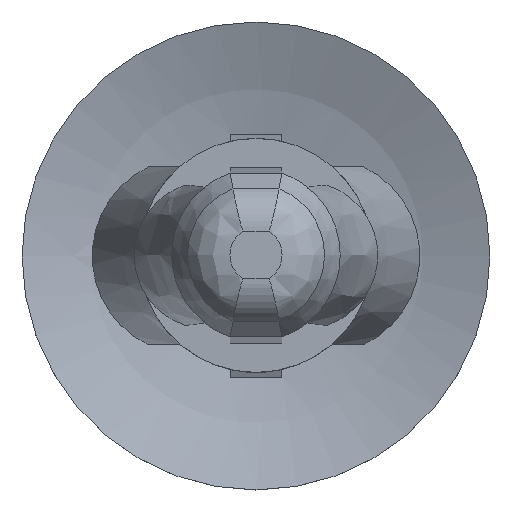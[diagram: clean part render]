
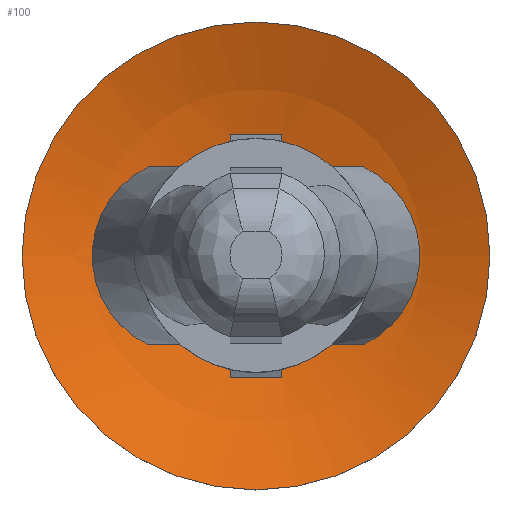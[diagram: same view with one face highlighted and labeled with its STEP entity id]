
A CAD part, top view. The second image highlights one B-rep face of the part: STEP entity #100.
In plain terms, the highlighted spherical face has radius 13 mm.
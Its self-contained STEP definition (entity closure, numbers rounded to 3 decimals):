
#100 = ADVANCED_FACE( '', ( #269, #270, #271, #272 ), #273, .F. );
#269 = FACE_OUTER_BOUND( '', #513, .T. );
#270 = FACE_OUTER_BOUND( '', #514, .T. );
#271 = FACE_BOUND( '', #515, .T. );
#272 = FACE_BOUND( '', #516, .T. );
#273 = SPHERICAL_SURFACE( '', #517, 13. );
#513 = EDGE_LOOP( '', ( #1021 ) );
#514 = EDGE_LOOP( '', ( #1022, #1023, #1024, #1025 ) );
#515 = EDGE_LOOP( '', ( #1026, #1027 ) );
#516 = EDGE_LOOP( '', ( #1028, #1029 ) );
#517 = AXIS2_PLACEMENT_3D( '', #1030, #1031, #1032 );
#1021 = ORIENTED_EDGE( '', *, *, #1684, .F. );
#1022 = ORIENTED_EDGE( '', *, *, #1685, .T. );
#1023 = ORIENTED_EDGE( '', *, *, #1686, .T. );
#1024 = ORIENTED_EDGE( '', *, *, #1687, .T. );
#1025 = ORIENTED_EDGE( '', *, *, #1688, .T. );
#1026 = ORIENTED_EDGE( '', *, *, #1689, .T. );
#1027 = ORIENTED_EDGE( '', *, *, #1690, .T. );
#1028 = ORIENTED_EDGE( '', *, *, #1691, .F. );
#1029 = ORIENTED_EDGE( '', *, *, #1692, .F. );
#1030 = CARTESIAN_POINT( '', ( 0., 0., 4.8 ) );
#1031 = DIRECTION( '', ( 0., 0., -1. ) );
#1032 = DIRECTION( '', ( -1., 0., 0. ) );
#1684 = EDGE_CURVE( '', #1955, #1955, #1956, .T. );
#1685 = EDGE_CURVE( '', #1957, #1958, #1959, .F. );
#1686 = EDGE_CURVE( '', #1958, #1960, #1961, .F. );
#1687 = EDGE_CURVE( '', #1960, #1962, #1963, .F. );
#1688 = EDGE_CURVE( '', #1962, #1957, #1964, .F. );
#1689 = EDGE_CURVE( '', #1965, #1966, #1967, .T. );
#1690 = EDGE_CURVE( '', #1966, #1965, #1968, .F. );
#1691 = EDGE_CURVE( '', #1969, #1970, #1971, .F. );
#1692 = EDGE_CURVE( '', #1970, #1969, #1972, .T. );
#1955 = VERTEX_POINT( '', #2345 );
#1956 = CIRCLE( '', #2346, 5. );
#1957 = VERTEX_POINT( '', #2347 );
#1958 = VERTEX_POINT( '', #2348 );
#1959 = CIRCLE( '', #2349, 12.988 );
#1960 = VERTEX_POINT( '', #2350 );
#1961 = CIRCLE( '', #2351, 12.737 );
#1962 = VERTEX_POINT( '', #2352 );
#1963 = CIRCLE( '', #2353, 12.988 );
#1964 = CIRCLE( '', #2354, 12.737 );
#1965 = VERTEX_POINT( '', #2355 );
#1966 = VERTEX_POINT( '', #2356 );
#1967 = B_SPLINE_CURVE_WITH_KNOTS( '', 3, ( #2357, #2358, #2359, #2360, #2361, #2362, #2363, #2364, #2365, #2366 ), .UNSPECIFIED., .F., .F., ( 4, 2, 2, 2, 4 ), ( 0., 0., 0.001, 0.001, 0.002 ), .UNSPECIFIED. );
#1968 = CIRCLE( '', #2367, 12.795 );
#1969 = VERTEX_POINT( '', #2368 );
#1970 = VERTEX_POINT( '', #2369 );
#1971 = CIRCLE( '', #2370, 12.795 );
#1972 = B_SPLINE_CURVE_WITH_KNOTS( '', 3, ( #2371, #2372, #2373, #2374, #2375, #2376, #2377, #2378, #2379, #2380 ), .UNSPECIFIED., .F., .F., ( 4, 2, 2, 2, 4 ), ( 0., 0., 0.001, 0.001, 0.002 ), .UNSPECIFIED. );
#2345 = CARTESIAN_POINT( '', ( -5., 0., -7.2 ) );
#2346 = AXIS2_PLACEMENT_3D( '', #3125, #3126, #3127 );
#2347 = CARTESIAN_POINT( '', ( 0.55, 2.6, -7.925 ) );
#2348 = CARTESIAN_POINT( '', ( 0.55, -2.6, -7.925 ) );
#2349 = AXIS2_PLACEMENT_3D( '', #3128, #3129, #3130 );
#2350 = CARTESIAN_POINT( '', ( -0.55, -2.6, -7.925 ) );
#2351 = AXIS2_PLACEMENT_3D( '', #3131, #3132, #3133 );
#2352 = CARTESIAN_POINT( '', ( -0.55, 2.6, -7.925 ) );
#2353 = AXIS2_PLACEMENT_3D( '', #3134, #3135, #3136 );
#2354 = AXIS2_PLACEMENT_3D( '', #3137, #3138, #3139 );
#2355 = CARTESIAN_POINT( '', ( -2.3, -0.75, -7.973 ) );
#2356 = CARTESIAN_POINT( '', ( -2.3, 0.75, -7.973 ) );
#2357 = CARTESIAN_POINT( '', ( -2.3, -0.75, -7.973 ) );
#2358 = CARTESIAN_POINT( '', ( -2.447, -0.689, -7.95 ) );
#2359 = CARTESIAN_POINT( '', ( -2.574, -0.584, -7.93 ) );
#2360 = CARTESIAN_POINT( '', ( -2.751, -0.32, -7.903 ) );
#2361 = CARTESIAN_POINT( '', ( -2.8, -0.159, -7.895 ) );
#2362 = CARTESIAN_POINT( '', ( -2.8, 0.159, -7.895 ) );
#2363 = CARTESIAN_POINT( '', ( -2.751, 0.32, -7.903 ) );
#2364 = CARTESIAN_POINT( '', ( -2.574, 0.584, -7.93 ) );
#2365 = CARTESIAN_POINT( '', ( -2.447, 0.689, -7.95 ) );
#2366 = CARTESIAN_POINT( '', ( -2.3, 0.75, -7.973 ) );
#2367 = AXIS2_PLACEMENT_3D( '', #3140, #3141, #3142 );
#2368 = CARTESIAN_POINT( '', ( 2.3, 0.75, -7.973 ) );
#2369 = CARTESIAN_POINT( '', ( 2.3, -0.75, -7.973 ) );
#2370 = AXIS2_PLACEMENT_3D( '', #3143, #3144, #3145 );
#2371 = CARTESIAN_POINT( '', ( 2.3, -0.75, -7.973 ) );
#2372 = CARTESIAN_POINT( '', ( 2.447, -0.689, -7.95 ) );
#2373 = CARTESIAN_POINT( '', ( 2.574, -0.584, -7.93 ) );
#2374 = CARTESIAN_POINT( '', ( 2.751, -0.32, -7.903 ) );
#2375 = CARTESIAN_POINT( '', ( 2.8, -0.159, -7.895 ) );
#2376 = CARTESIAN_POINT( '', ( 2.8, 0.159, -7.895 ) );
#2377 = CARTESIAN_POINT( '', ( 2.751, 0.32, -7.903 ) );
#2378 = CARTESIAN_POINT( '', ( 2.574, 0.584, -7.93 ) );
#2379 = CARTESIAN_POINT( '', ( 2.447, 0.689, -7.95 ) );
#2380 = CARTESIAN_POINT( '', ( 2.3, 0.75, -7.973 ) );
#3125 = CARTESIAN_POINT( '', ( 0., 0., -7.2 ) );
#3126 = DIRECTION( '', ( 0., 0., -1. ) );
#3127 = DIRECTION( '', ( -1., 0., 0. ) );
#3128 = CARTESIAN_POINT( '', ( 0.55, 0., 4.8 ) );
#3129 = DIRECTION( '', ( 1., 0., 0. ) );
#3130 = DIRECTION( '', ( 0., 0., -1. ) );
#3131 = CARTESIAN_POINT( '', ( 0., -2.6, 4.8 ) );
#3132 = DIRECTION( '', ( 0., -1., 0. ) );
#3133 = DIRECTION( '', ( 0., 0., -1. ) );
#3134 = CARTESIAN_POINT( '', ( -0.55, 0., 4.8 ) );
#3135 = DIRECTION( '', ( -1., 0., 0. ) );
#3136 = DIRECTION( '', ( 0., 0., 1. ) );
#3137 = CARTESIAN_POINT( '', ( 0., 2.6, 4.8 ) );
#3138 = DIRECTION( '', ( 0., 1., 0. ) );
#3139 = DIRECTION( '', ( 0., 0., 1. ) );
#3140 = CARTESIAN_POINT( '', ( -2.3, 0., 4.8 ) );
#3141 = DIRECTION( '', ( 1., 0., 0. ) );
#3142 = DIRECTION( '', ( 0., 1., 0. ) );
#3143 = CARTESIAN_POINT( '', ( 2.3, 0., 4.8 ) );
#3144 = DIRECTION( '', ( 1., 0., 0. ) );
#3145 = DIRECTION( '', ( 0., 1., 0. ) );
